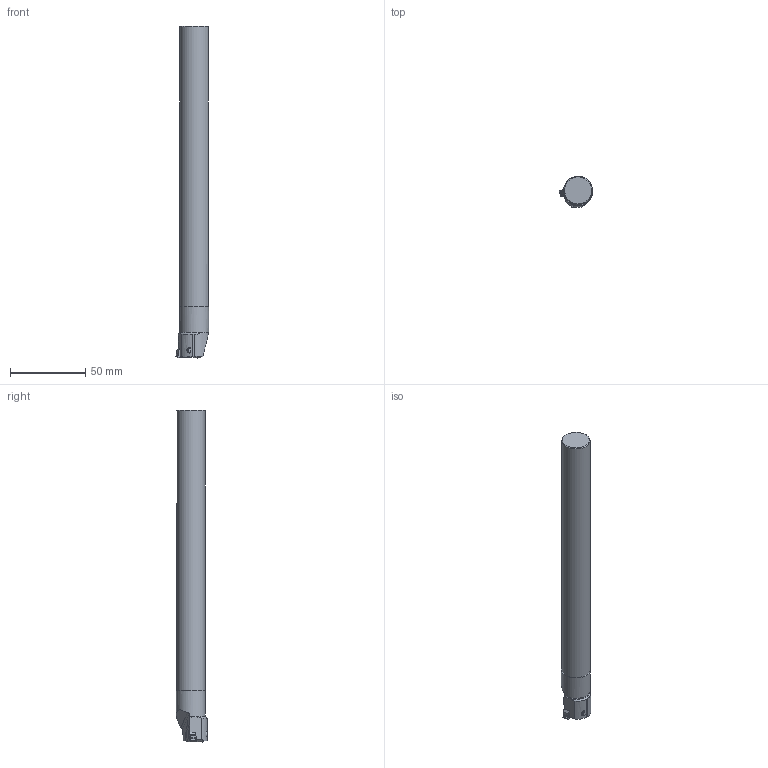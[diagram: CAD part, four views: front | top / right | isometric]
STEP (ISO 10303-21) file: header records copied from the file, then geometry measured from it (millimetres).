
FILE_DESCRIPTION(/* description */ (''),/* implementation_level */ '2;1');
FILE_NAME(/* name */ '1574152776235.stp',/* time_stamp */ '2019-11-19T14:09:46+06:00',/* author */ (''),/* organization */ ('SMS'),/* preprocessor_version */ 'ST-DEVELOPER v16.7',/* originating_system */ 'SIEMENS PLM Software NX 12.0',/* authorisation */ '');
FILE_SCHEMA (('AUTOMOTIVE_DESIGN { 1 0 10303 214 3 1 1 1 }'));
Length unit declared in the file: millimetre
Products named in the file (4): ASSEMBLY_CONSTRUCTION; 202690772mod000_00; 202031977mod000_00; 202031961mod000_00
Assembly tree (3 placements, depth 2):
  202031961mod000_00
    202031977mod000_00
    202690772mod000_00
    ASSEMBLY_CONSTRUCTION
Bounding box: 22.26 x 20.95 x 221.19 mm (x, y, z)
Volume: 61851.4 mm3; surface area: 14492.3 mm2
Topology: 2 solids, 2 shells, 180 faces, 487 edges, 321 vertices
Faces by surface type: plane 77, cylinder 57, extrusion 18, cone 13, bspline 7, torus 5, sphere 3
Full cylindrical faces by diameter (mm): 4.4 x1, 19.038 x1, 19.35 x1
Entity records: 7854 total; most frequent: CARTESIAN_POINT 3250, ORIENTED_EDGE 930, DIRECTION 908, EDGE_CURVE 465, AXIS2_PLACEMENT_3D 320, VERTEX_POINT 306, VECTOR 268, LINE 250
